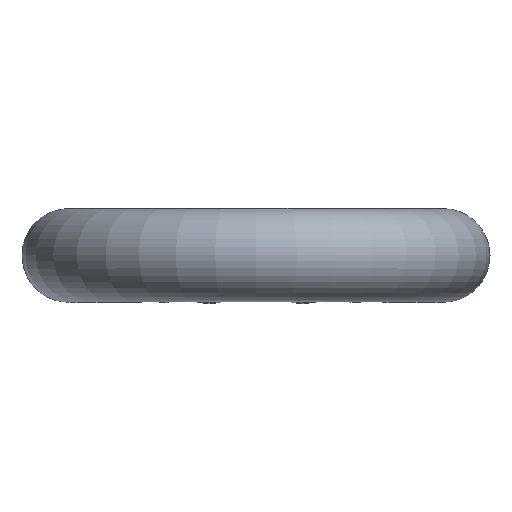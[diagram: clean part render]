
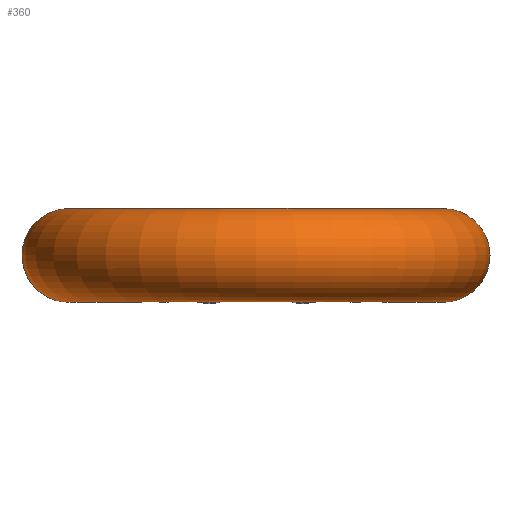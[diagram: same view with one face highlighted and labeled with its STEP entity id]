
A CAD part, top view. The second image highlights one B-rep face of the part: STEP entity #360.
In plain terms, the highlighted toroidal (fillet/blend) face has major radius 1 mm and minor radius 0.25 mm.
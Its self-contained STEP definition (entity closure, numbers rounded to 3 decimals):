
#64 = VERTEX_POINT('',#65);
#65 = CARTESIAN_POINT('',(-0.75,0.,
    1.1));
#103 = EDGE_CURVE('',#64,#64,#104,.T.);
#104 = ( BOUNDED_CURVE() B_SPLINE_CURVE(6,(#105,#106,#107,#108,#109,#110
,#111),.UNSPECIFIED.,.T.,.F.) B_SPLINE_CURVE_WITH_KNOTS((1,6,6,1),(
    -6.283,0.,6.283,12.566),
.UNSPECIFIED.) CURVE() GEOMETRIC_REPRESENTATION_ITEM() 
RATIONAL_B_SPLINE_CURVE((1.669,1.037,1.038,
    0.854,1.038,1.037,1.669)) 
REPRESENTATION_ITEM('') );
#105 = CARTESIAN_POINT('',(-0.75,0.,
    1.1));
#106 = CARTESIAN_POINT('',(-0.75,0.415,1.1
    ));
#107 = CARTESIAN_POINT('',(-1.264,0.475,1.1
    ));
#108 = CARTESIAN_POINT('',(-1.687,0.,
    1.1));
#109 = CARTESIAN_POINT('',(-1.264,-0.475,
    1.1));
#110 = CARTESIAN_POINT('',(-0.75,-0.415,
    1.1));
#111 = CARTESIAN_POINT('',(-0.75,0.,
    1.1));
#360 = ADVANCED_FACE('',(#361),#381,.T.);
#361 = FACE_BOUND('',#362,.T.);
#362 = EDGE_LOOP('',(#363,#372,#379,#380));
#363 = ORIENTED_EDGE('',*,*,#364,.T.);
#364 = EDGE_CURVE('',#64,#365,#367,.T.);
#365 = VERTEX_POINT('',#366);
#366 = CARTESIAN_POINT('',(0.75,0.,
    1.1));
#367 = CIRCLE('',#368,0.75);
#368 = AXIS2_PLACEMENT_3D('',#369,#370,#371);
#369 = CARTESIAN_POINT('',(0.,0.,
    1.1));
#370 = DIRECTION('',(0.,1.,0.));
#371 = DIRECTION('',(1.,0.,0.));
#372 = ORIENTED_EDGE('',*,*,#373,.T.);
#373 = EDGE_CURVE('',#365,#365,#374,.T.);
#374 = CIRCLE('',#375,0.25);
#375 = AXIS2_PLACEMENT_3D('',#376,#377,#378);
#376 = CARTESIAN_POINT('',(1.,0.,
    1.1));
#377 = DIRECTION('',(0.,0.,1.));
#378 = DIRECTION('',(1.,0.,0.));
#379 = ORIENTED_EDGE('',*,*,#364,.F.);
#380 = ORIENTED_EDGE('',*,*,#103,.T.);
#381 = TOROIDAL_SURFACE('',#382,1.,0.25);
#382 = AXIS2_PLACEMENT_3D('',#383,#384,#385);
#383 = CARTESIAN_POINT('',(0.,0.,
    1.1));
#384 = DIRECTION('',(0.,1.,0.));
#385 = DIRECTION('',(1.,0.,0.));
